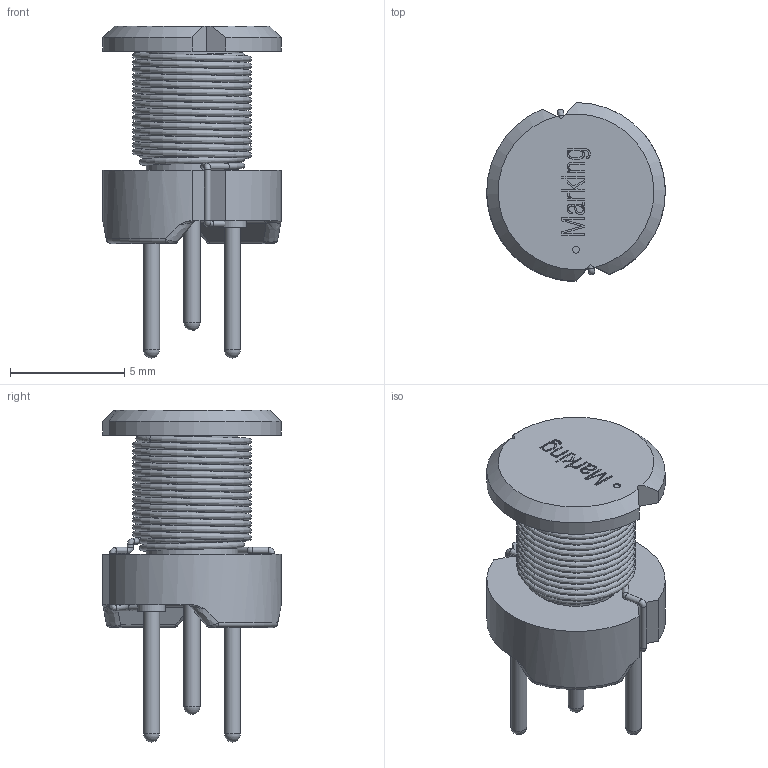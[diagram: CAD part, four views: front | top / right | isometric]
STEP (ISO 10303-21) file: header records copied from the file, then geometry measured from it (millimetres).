
FILE_DESCRIPTION( ( 'Unknown' ), '1' );
FILE_NAME( '744772471.stp', 'Unknown', ( 'Unknown' ), ( 'Unknown' ), 'PSStep 13.0', 'Unknown', ' ' );
FILE_SCHEMA( ( 'AUTOMOTIVE_DESIGN { 1 0 10303 214 1 1 1 1 }' ) );
Length unit declared in the file: millimetre
Products named in the file (4): Assem1; Kern; Pin
Bounding box: 7.8 x 7.8 x 14.5 mm (x, y, z)
Volume: 515.7 mm3; surface area: 1497.5 mm2
Topology: 7 solids, 7 shells, 323 faces, 768 edges, 492 vertices
Faces by surface type: plane 189, bspline 50, cylinder 41, extrusion 24, torus 12, cone 4, sphere 3
Full cylindrical faces by diameter (mm): 0.27 x8, 0.3 x2, 0.7 x10, 1.2 x3, 4 x2
Entity records: 11405 total; most frequent: CARTESIAN_POINT 6959, ORIENTED_EDGE 688, DIRECTION 488, EDGE_CURVE 344, VERTEX_POINT 238, EDGE_LOOP 204, B_SPLINE_CURVE_WITH_KNOTS 191, FACE_OUTER_BOUND 187
